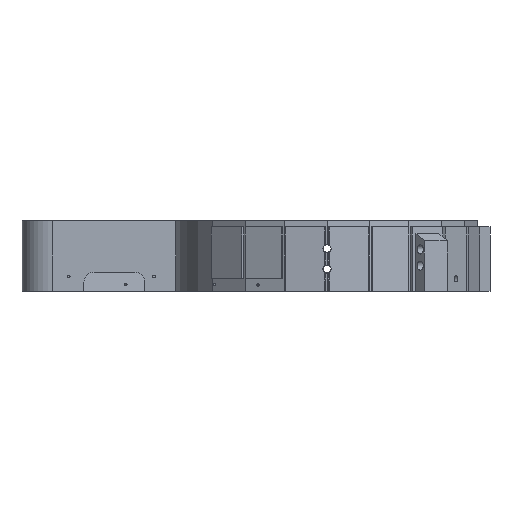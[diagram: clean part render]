
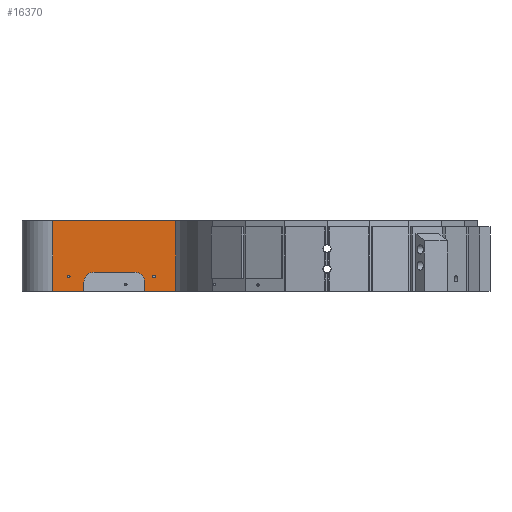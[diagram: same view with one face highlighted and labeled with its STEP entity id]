
A CAD part, left-side view. The second image highlights one B-rep face of the part: STEP entity #16370.
In plain terms, the highlighted planar face has unit normal (-1, 0, 0).
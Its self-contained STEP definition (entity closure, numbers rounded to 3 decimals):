
#1423=FACE_BOUND('',#2858,.T.);
#1424=FACE_BOUND('',#2859,.T.);
#1491=CIRCLE('',#17092,10.);
#1492=CIRCLE('',#17093,10.);
#1493=CIRCLE('',#17094,1.3);
#1494=CIRCLE('',#17095,1.3);
#1931=FACE_OUTER_BOUND('',#2857,.T.);
#2857=EDGE_LOOP('',(#13352,#13353,#13354,#13355,#13356,#13357,#13358,#13359,
#13360,#13361));
#2858=EDGE_LOOP('',(#13362));
#2859=EDGE_LOOP('',(#13363));
#3344=LINE('',#20197,#4882);
#4206=LINE('',#27805,#5744);
#4233=LINE('',#27968,#5771);
#4234=LINE('',#27970,#5772);
#4235=LINE('',#27972,#5773);
#4236=LINE('',#27974,#5774);
#4237=LINE('',#27978,#5775);
#4238=LINE('',#27981,#5776);
#4882=VECTOR('',#17488,10.);
#5744=VECTOR('',#18754,10.);
#5771=VECTOR('',#18851,10.);
#5772=VECTOR('',#18852,10.);
#5773=VECTOR('',#18853,10.);
#5774=VECTOR('',#18854,10.);
#5775=VECTOR('',#18857,10.);
#5776=VECTOR('',#18860,10.);
#6441=VERTEX_POINT('',#20194);
#6442=VERTEX_POINT('',#20196);
#7549=VERTEX_POINT('',#27802);
#7550=VERTEX_POINT('',#27804);
#7599=VERTEX_POINT('',#27969);
#7600=VERTEX_POINT('',#27971);
#7601=VERTEX_POINT('',#27973);
#7602=VERTEX_POINT('',#27975);
#7603=VERTEX_POINT('',#27977);
#7604=VERTEX_POINT('',#27979);
#7605=VERTEX_POINT('',#27982);
#7606=VERTEX_POINT('',#27984);
#8101=EDGE_CURVE('',#6441,#6442,#3344,.T.);
#9604=EDGE_CURVE('',#7549,#7550,#4206,.T.);
#9661=EDGE_CURVE('',#7549,#6442,#4233,.T.);
#9662=EDGE_CURVE('',#7599,#6441,#4234,.T.);
#9663=EDGE_CURVE('',#7600,#7599,#4235,.T.);
#9664=EDGE_CURVE('',#7600,#7601,#4236,.T.);
#9665=EDGE_CURVE('',#7602,#7601,#1491,.T.);
#9666=EDGE_CURVE('',#7602,#7603,#4237,.T.);
#9667=EDGE_CURVE('',#7604,#7603,#1492,.T.);
#9668=EDGE_CURVE('',#7604,#7550,#4238,.T.);
#9669=EDGE_CURVE('',#7605,#7605,#1493,.T.);
#9670=EDGE_CURVE('',#7606,#7606,#1494,.T.);
#13352=ORIENTED_EDGE('',*,*,#9661,.T.);
#13353=ORIENTED_EDGE('',*,*,#8101,.F.);
#13354=ORIENTED_EDGE('',*,*,#9662,.F.);
#13355=ORIENTED_EDGE('',*,*,#9663,.F.);
#13356=ORIENTED_EDGE('',*,*,#9664,.T.);
#13357=ORIENTED_EDGE('',*,*,#9665,.F.);
#13358=ORIENTED_EDGE('',*,*,#9666,.T.);
#13359=ORIENTED_EDGE('',*,*,#9667,.F.);
#13360=ORIENTED_EDGE('',*,*,#9668,.T.);
#13361=ORIENTED_EDGE('',*,*,#9604,.F.);
#13362=ORIENTED_EDGE('',*,*,#9669,.T.);
#13363=ORIENTED_EDGE('',*,*,#9670,.T.);
#15719=PLANE('',#17091);
#16370=ADVANCED_FACE('',(#1931,#1423,#1424),#15719,.T.);
#17091=AXIS2_PLACEMENT_3D('',#27967,#18849,#18850);
#17092=AXIS2_PLACEMENT_3D('',#27976,#18855,#18856);
#17093=AXIS2_PLACEMENT_3D('',#27980,#18858,#18859);
#17094=AXIS2_PLACEMENT_3D('',#27983,#18861,#18862);
#17095=AXIS2_PLACEMENT_3D('',#27985,#18863,#18864);
#17488=DIRECTION('',(0.,-1.,0.));
#18754=DIRECTION('',(0.,1.,0.));
#18849=DIRECTION('center_axis',(-1.,0.,0.));
#18850=DIRECTION('ref_axis',(0.,-1.,0.));
#18851=DIRECTION('',(0.,0.,1.));
#18852=DIRECTION('',(0.,0.,1.));
#18853=DIRECTION('',(0.,1.,0.));
#18854=DIRECTION('',(0.,0.,1.));
#18855=DIRECTION('center_axis',(-1.,0.,0.));
#18856=DIRECTION('ref_axis',(0.,0.707,0.707));
#18857=DIRECTION('',(0.,-1.,0.));
#18858=DIRECTION('center_axis',(-1.,0.,0.));
#18859=DIRECTION('ref_axis',(0.,-0.707,0.707));
#18860=DIRECTION('',(0.,0.,-1.));
#18861=DIRECTION('center_axis',(1.,0.,0.));
#18862=DIRECTION('ref_axis',(0.,-1.,0.));
#18863=DIRECTION('center_axis',(1.,0.,0.));
#18864=DIRECTION('ref_axis',(0.,-1.,0.));
#20194=CARTESIAN_POINT('',(12.7,99.9,73.));
#20196=CARTESIAN_POINT('',(12.7,-21.341,73.));
#20197=CARTESIAN_POINT('',(12.7,-21.341,73.));
#27802=CARTESIAN_POINT('',(12.7,-21.341,3.2));
#27804=CARTESIAN_POINT('',(12.7,9.279,3.2));
#27805=CARTESIAN_POINT('',(12.7,-21.341,3.2));
#27967=CARTESIAN_POINT('Origin',(12.7,99.9,3.2));
#27968=CARTESIAN_POINT('',(12.7,-21.341,3.2));
#27969=CARTESIAN_POINT('',(12.7,99.9,3.2));
#27970=CARTESIAN_POINT('',(12.7,99.9,3.2));
#27971=CARTESIAN_POINT('',(12.7,69.279,3.2));
#27972=CARTESIAN_POINT('',(12.7,-21.341,3.2));
#27973=CARTESIAN_POINT('',(12.7,69.279,12.2));
#27974=CARTESIAN_POINT('',(12.7,69.279,0.2));
#27975=CARTESIAN_POINT('',(12.7,59.279,22.2));
#27976=CARTESIAN_POINT('Origin',(12.7,59.279,12.2));
#27977=CARTESIAN_POINT('',(12.7,19.279,22.2));
#27978=CARTESIAN_POINT('',(12.7,69.59,22.2));
#27979=CARTESIAN_POINT('',(12.7,9.279,12.2));
#27980=CARTESIAN_POINT('Origin',(12.7,19.279,12.2));
#27981=CARTESIAN_POINT('',(12.7,9.279,0.2));
#27982=CARTESIAN_POINT('',(12.7,1.444,17.948));
#27983=CARTESIAN_POINT('Origin',(12.7,0.144,17.948));
#27984=CARTESIAN_POINT('',(12.7,85.444,17.948));
#27985=CARTESIAN_POINT('Origin',(12.7,84.144,17.948));
